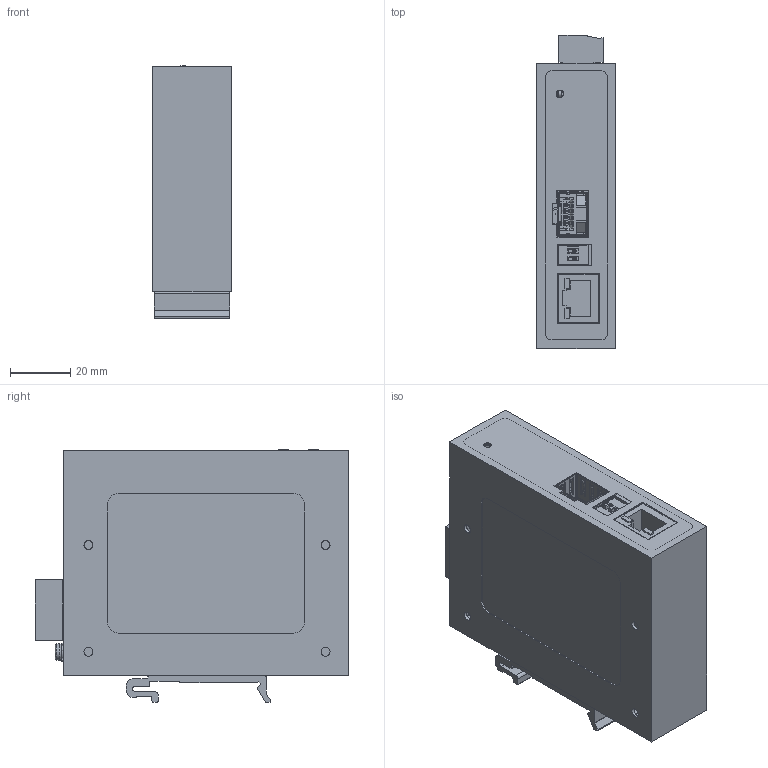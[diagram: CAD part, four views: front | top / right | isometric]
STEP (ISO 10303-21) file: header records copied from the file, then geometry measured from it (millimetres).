
FILE_DESCRIPTION (( 'STEP AP214' ), '1' );
FILE_NAME ('SE3-MC2UG-1P-T.STEP', '2024-05-15T10:55:53', ( '' ), ( '' ), 'SwSTEP 2.0', 'SolidWorks 2023', '' );
FILE_SCHEMA (( 'AUTOMOTIVE_DESIGN' ));
Length unit declared in the file: inch
Products named in the file (1): SE3-MC2UG-1P-T
Bounding box: 26 x 104.4 x 84.09 mm (x, y, z)
Volume: 32401.6 mm3; surface area: 63388 mm2
Topology: 23 solids, 38 shells, 3243 faces, 9161 edges, 5893 vertices
Faces by surface type: plane 2199, cylinder 872, bspline 118, cone 46, torus 8
Full cylindrical faces by diameter (mm): 1.4 x4, 1.5 x1, 2 x12, 2.3 x1, 2.5 x1, 2.8 x4, 2.9 x1, 3 x13, 3.783 x4, 4 x7, 5 x9, 5.5 x1
Entity records: 107946 total; most frequent: CARTESIAN_POINT 24111, ORIENTED_EDGE 17990, DIRECTION 16499, EDGE_CURVE 8995, LINE 6827, VECTOR 6827, VERTEX_POINT 5851, AXIS2_PLACEMENT_3D 4836
